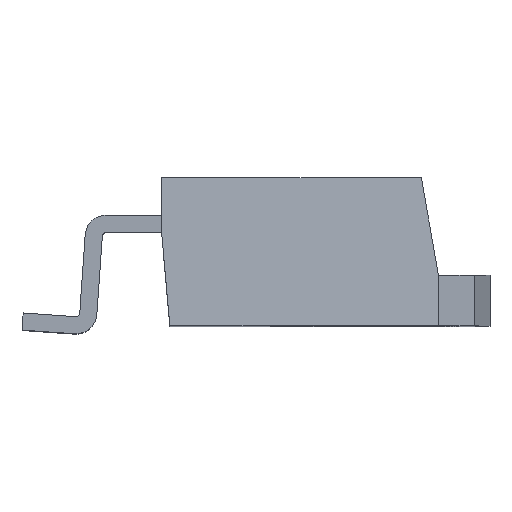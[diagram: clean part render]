
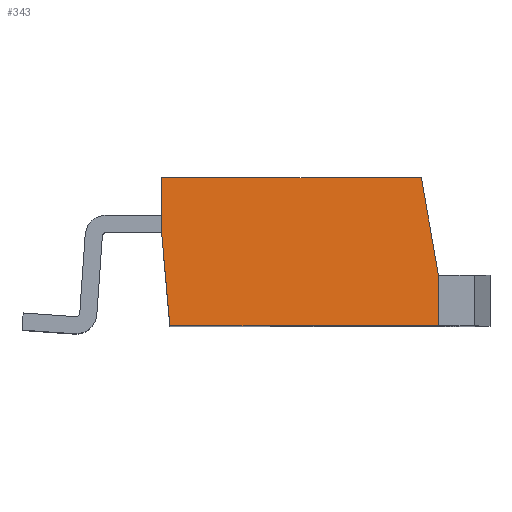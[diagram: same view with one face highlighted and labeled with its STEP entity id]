
A CAD part, top view. The second image highlights one B-rep face of the part: STEP entity #343.
In plain terms, the highlighted planar face has unit normal (0, 0.087, 0.996).
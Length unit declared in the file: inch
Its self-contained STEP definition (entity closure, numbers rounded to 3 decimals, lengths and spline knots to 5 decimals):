
#17 = EDGE_CURVE ( 'NONE', #2278, #1529, #758, .T. ) ;
#310 = DIRECTION ( 'NONE',  ( 0.173, -0.981, 0.086 ) ) ;
#343 = ADVANCED_FACE ( 'NONE', ( #2834 ), #830, .F. ) ;
#478 = ORIENTED_EDGE ( 'NONE', *, *, #3099, .F. ) ;
#482 = ORIENTED_EDGE ( 'NONE', *, *, #17, .F. ) ;
#589 = CARTESIAN_POINT ( 'NONE',  ( -0.1105, 0., 0.19875 ) ) ;
#719 = VECTOR ( 'NONE', #2274, 39.37008 ) ;
#758 = LINE ( 'NONE', #3481, #719 ) ;
#830 = PLANE ( 'NONE',  #1297 ) ;
#972 = ORIENTED_EDGE ( 'NONE', *, *, #3601, .F. ) ;
#996 = DIRECTION ( 'NONE',  ( 1., 0., 0. ) ) ;
#1126 = ORIENTED_EDGE ( 'NONE', *, *, #1289, .T. ) ;
#1143 = CARTESIAN_POINT ( 'NONE',  ( 0.23408, 0.06452, 0.19311 ) ) ;
#1159 = CARTESIAN_POINT ( 'NONE',  ( -0.121, 0., 0.19875 ) ) ;
#1229 = CARTESIAN_POINT ( 'NONE',  ( 0.234, 0.065, 0.19306 ) ) ;
#1289 = EDGE_CURVE ( 'NONE', #2278, #2906, #4811, .T. ) ;
#1297 = AXIS2_PLACEMENT_3D ( 'NONE', #4290, #1652, #3872 ) ;
#1305 = DIRECTION ( 'NONE',  ( 0., 0.996, -0.087 ) ) ;
#1413 = CARTESIAN_POINT ( 'NONE',  ( -0.1105, 0., 0.19875 ) ) ;
#1529 = VERTEX_POINT ( 'NONE', #3483 ) ;
#1652 = DIRECTION ( 'NONE',  ( 0., -0.087, -0.996 ) ) ;
#1700 = VERTEX_POINT ( 'NONE', #4897 ) ;
#1951 = LINE ( 'NONE', #1159, #2577 ) ;
#1953 = VECTOR ( 'NONE', #1305, 39.37008 ) ;
#2120 = VERTEX_POINT ( 'NONE', #1229 ) ;
#2207 = EDGE_LOOP ( 'NONE', ( #1126, #3659, #972, #478, #3498, #482 ) ) ;
#2274 = DIRECTION ( 'NONE',  ( -0.087, 0.992, -0.087 ) ) ;
#2278 = VERTEX_POINT ( 'NONE', #589 ) ;
#2386 = VERTEX_POINT ( 'NONE', #3029 ) ;
#2546 = EDGE_CURVE ( 'NONE', #1529, #1700, #1951, .T. ) ;
#2577 = VECTOR ( 'NONE', #3814, 39.37008 ) ;
#2661 = LINE ( 'NONE', #3740, #3950 ) ;
#2834 = FACE_OUTER_BOUND ( 'NONE', #2207, .T. ) ;
#2906 = VERTEX_POINT ( 'NONE', #3897 ) ;
#3025 = VECTOR ( 'NONE', #996, 39.37008 ) ;
#3029 = CARTESIAN_POINT ( 'NONE',  ( 0.21196, 0.19, 0.18213 ) ) ;
#3099 = EDGE_CURVE ( 'NONE', #1700, #2386, #2661, .T. ) ;
#3355 = DIRECTION ( 'NONE',  ( 1., 0., 0. ) ) ;
#3481 = CARTESIAN_POINT ( 'NONE',  ( -0.12092, 0.1191, 0.18833 ) ) ;
#3483 = CARTESIAN_POINT ( 'NONE',  ( -0.121, 0.12, 0.18825 ) ) ;
#3498 = ORIENTED_EDGE ( 'NONE', *, *, #2546, .F. ) ;
#3601 = EDGE_CURVE ( 'NONE', #2386, #2120, #4560, .T. ) ;
#3659 = ORIENTED_EDGE ( 'NONE', *, *, #3933, .T. ) ;
#3740 = CARTESIAN_POINT ( 'NONE',  ( -0.121, 0.19, 0.18213 ) ) ;
#3814 = DIRECTION ( 'NONE',  ( 0., 0.996, -0.087 ) ) ;
#3872 = DIRECTION ( 'NONE',  ( 0., 0.996, -0.087 ) ) ;
#3897 = CARTESIAN_POINT ( 'NONE',  ( 0.234, 0., 0.19875 ) ) ;
#3904 = VECTOR ( 'NONE', #310, 39.37008 ) ;
#3933 = EDGE_CURVE ( 'NONE', #2906, #2120, #4440, .T. ) ;
#3950 = VECTOR ( 'NONE', #3355, 39.37008 ) ;
#4066 = CARTESIAN_POINT ( 'NONE',  ( 0.234, 0., 0.19875 ) ) ;
#4290 = CARTESIAN_POINT ( 'NONE',  ( -0.121, 0., 0.19875 ) ) ;
#4440 = LINE ( 'NONE', #4066, #1953 ) ;
#4560 = LINE ( 'NONE', #1143, #3904 ) ;
#4811 = LINE ( 'NONE', #1413, #3025 ) ;
#4897 = CARTESIAN_POINT ( 'NONE',  ( -0.121, 0.19, 0.18213 ) ) ;
